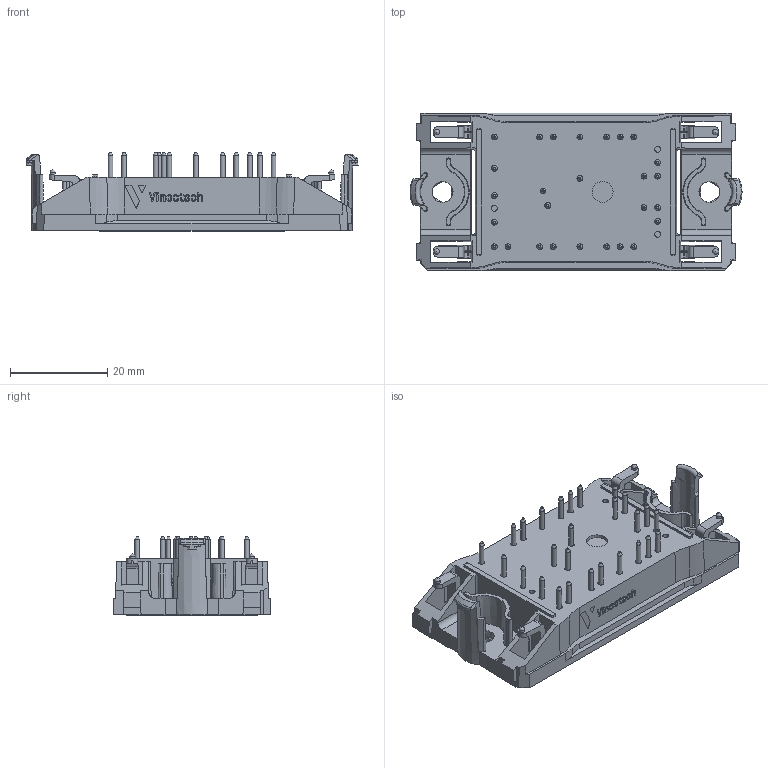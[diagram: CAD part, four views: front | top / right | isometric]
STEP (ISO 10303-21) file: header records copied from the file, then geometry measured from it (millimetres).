
FILE_DESCRIPTION(/* description */ ('Unknown'),/* implementation_level */ '2;1');
FILE_NAME(/* name */ 'Flow0-2C12W-LD40(270)-01-OL',/* time_stamp */ '2017-02-06T14:51:49+01:00',/* author */ ('Unknown'),/* organization */ ('Unknown'),/* preprocessor_version */ 'ST-DEVELOPER v16',/* originating_system */ 'DEX',/* authorisation */ $);
FILE_SCHEMA (('AUTOMOTIVE_DESIGN { 1 0 10303 214 3 1 1 }','AUTOMOTIVE_DESIGN {1 0 10303 214 3 1 1}'));
Length unit declared in the file: millimetre
Products named in the file (1): Flow0-2C12W-LD40-01-OL
Bounding box: 68.4 x 32.5 x 16.23 mm (x, y, z)
Volume: 16784.7 mm3; surface area: 9308.4 mm2
Topology: 12 solids, 12 shells, 712 faces, 1840 edges, 1204 vertices
Faces by surface type: plane 418, cylinder 142, bspline 80, cone 64, sphere 4, torus 4
Full cylindrical faces by diameter (mm): 1 x27, 1.1 x4, 1.2 x30, 4.3 x1
Entity records: 26633 total; most frequent: CARTESIAN_POINT 6208, ORIENTED_EDGE 3404, DIRECTION 3212, EDGE_CURVE 1702, VERTEX_POINT 1166, LINE 1074, VECTOR 1074, AXIS2_PLACEMENT_3D 1069
